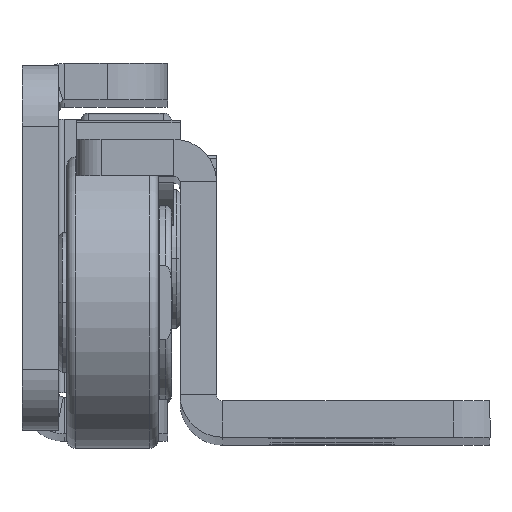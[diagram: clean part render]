
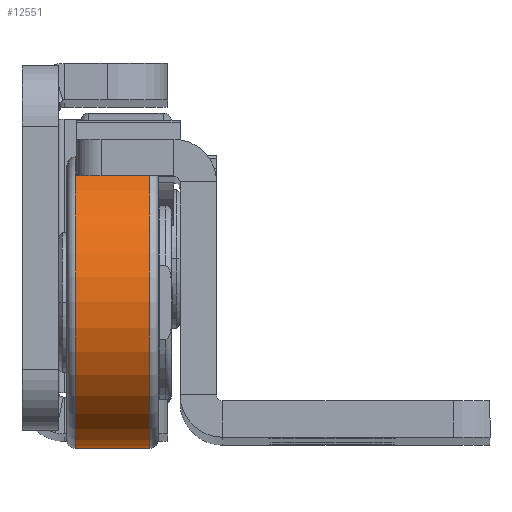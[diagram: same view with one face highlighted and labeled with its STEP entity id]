
A CAD part, top view. The second image highlights one B-rep face of the part: STEP entity #12551.
In plain terms, the highlighted cylindrical face has radius 12 mm (diameter 24 mm), a partial arc.
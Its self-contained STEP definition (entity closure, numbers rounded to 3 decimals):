
#426 = DIRECTION ( 'NONE',  ( -1., 0., 0. ) ) ;
#614 = DIRECTION ( 'NONE',  ( 0., -1., 0. ) ) ;
#900 = VERTEX_POINT ( 'NONE', #1581 ) ;
#1470 = LINE ( 'NONE', #5162, #4035 ) ;
#1581 = CARTESIAN_POINT ( 'NONE',  ( 3.05, 12., 0. ) ) ;
#1595 = ORIENTED_EDGE ( 'NONE', *, *, #7841, .T. ) ;
#1776 = EDGE_LOOP ( 'NONE', ( #3736, #7876, #1595, #3940 ) ) ;
#1877 = CIRCLE ( 'NONE', #13033, 12. ) ;
#2711 = VERTEX_POINT ( 'NONE', #3478 ) ;
#3478 = CARTESIAN_POINT ( 'NONE',  ( 3.05, -12., 0. ) ) ;
#3736 = ORIENTED_EDGE ( 'NONE', *, *, #13242, .F. ) ;
#3940 = ORIENTED_EDGE ( 'NONE', *, *, #6184, .T. ) ;
#3995 = CYLINDRICAL_SURFACE ( 'NONE', #14969, 12. ) ;
#4035 = VECTOR ( 'NONE', #6073, 1000. ) ;
#5114 = LINE ( 'NONE', #7337, #10914 ) ;
#5115 = DIRECTION ( 'NONE',  ( 0., -1., 0. ) ) ;
#5162 = CARTESIAN_POINT ( 'NONE',  ( -3.75, 12., 0. ) ) ;
#5578 = CARTESIAN_POINT ( 'NONE',  ( -3.75, 0., 0. ) ) ;
#5609 = VERTEX_POINT ( 'NONE', #10279 ) ;
#6073 = DIRECTION ( 'NONE',  ( -1., 0., 0. ) ) ;
#6184 = EDGE_CURVE ( 'NONE', #7784, #5609, #13801, .T. ) ;
#7337 = CARTESIAN_POINT ( 'NONE',  ( -3.75, -12., 0. ) ) ;
#7784 = VERTEX_POINT ( 'NONE', #12894 ) ;
#7791 = DIRECTION ( 'NONE',  ( -1., 0., 0. ) ) ;
#7841 = EDGE_CURVE ( 'NONE', #2711, #7784, #5114, .T. ) ;
#7876 = ORIENTED_EDGE ( 'NONE', *, *, #13394, .T. ) ;
#8031 = DIRECTION ( 'NONE',  ( -1., 0., 0. ) ) ;
#10002 = CARTESIAN_POINT ( 'NONE',  ( 3.05, 0., 0. ) ) ;
#10279 = CARTESIAN_POINT ( 'NONE',  ( -3.05, 12., 0. ) ) ;
#10914 = VECTOR ( 'NONE', #426, 1000. ) ;
#11615 = DIRECTION ( 'NONE',  ( 1., 0., 0. ) ) ;
#11828 = CARTESIAN_POINT ( 'NONE',  ( -3.05, 0., 0. ) ) ;
#12151 = FACE_OUTER_BOUND ( 'NONE', #1776, .T. ) ;
#12335 = AXIS2_PLACEMENT_3D ( 'NONE', #11828, #11615, #14185 ) ;
#12551 = ADVANCED_FACE ( 'NONE', ( #12151 ), #3995, .T. ) ;
#12894 = CARTESIAN_POINT ( 'NONE',  ( -3.05, -12., 0. ) ) ;
#13033 = AXIS2_PLACEMENT_3D ( 'NONE', #10002, #7791, #5115 ) ;
#13242 = EDGE_CURVE ( 'NONE', #900, #5609, #1470, .T. ) ;
#13394 = EDGE_CURVE ( 'NONE', #900, #2711, #1877, .T. ) ;
#13801 = CIRCLE ( 'NONE', #12335, 12. ) ;
#14185 = DIRECTION ( 'NONE',  ( 0., 1., 0. ) ) ;
#14969 = AXIS2_PLACEMENT_3D ( 'NONE', #5578, #8031, #614 ) ;
